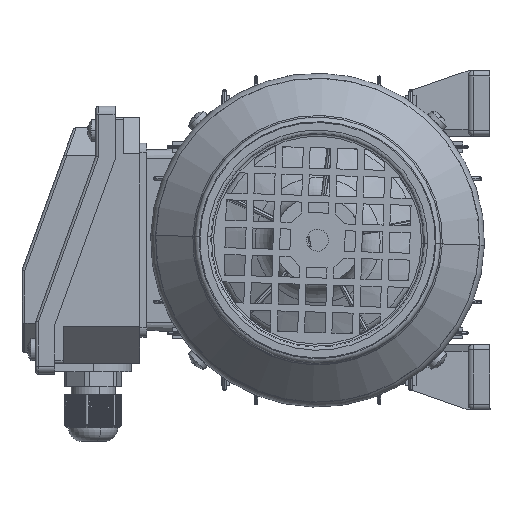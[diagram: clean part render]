
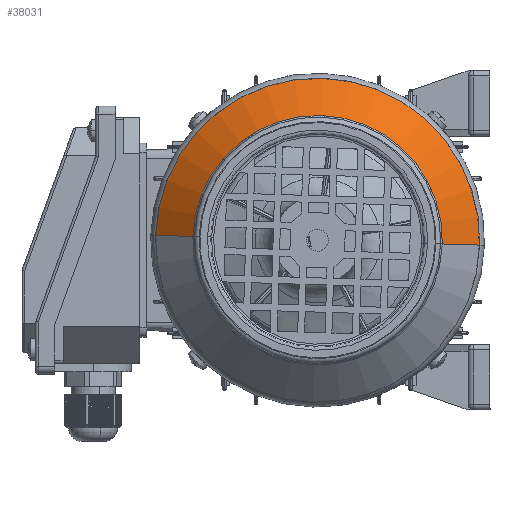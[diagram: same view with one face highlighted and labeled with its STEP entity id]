
A CAD part, left-side view. The second image highlights one B-rep face of the part: STEP entity #38031.
In plain terms, the highlighted conical face has half-angle 45 degrees and reference radius 59.243 mm.
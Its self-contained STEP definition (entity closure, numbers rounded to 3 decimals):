
#37650 = VERTEX_POINT ( 'NONE', #52584 ) ;
#37652 = VERTEX_POINT ( 'NONE', #52618 ) ;
#37802 = VERTEX_POINT ( 'NONE', #53300 ) ;
#37805 = VERTEX_POINT ( 'NONE', #53295 ) ;
#37811 = EDGE_CURVE ( 'NONE', #37805, #37652, #53290, .T. ) ;
#37818 = EDGE_CURVE ( 'NONE', #37802, #37650, #53410, .T. ) ;
#37831 = EDGE_CURVE ( 'NONE', #37805, #37802, #53374, .T. ) ;
#38031 = ADVANCED_FACE ( 'NONE', ( #54153 ), #54147, .T. ) ;
#38036 = EDGE_LOOP ( 'NONE', ( #38038, #38042, #38044, #38186 ) ) ;
#38038 = ORIENTED_EDGE ( 'NONE', *, *, #37811, .F. ) ;
#38042 = ORIENTED_EDGE ( 'NONE', *, *, #37831, .T. ) ;
#38044 = ORIENTED_EDGE ( 'NONE', *, *, #37818, .T. ) ;
#38186 = ORIENTED_EDGE ( 'NONE', *, *, #38188, .F. ) ;
#38188 = EDGE_CURVE ( 'NONE', #37652, #37650, #54918, .T. ) ;
#52584 = CARTESIAN_POINT ( 'NONE',  ( 45.757, 0., 59.243 ) ) ;
#52618 = CARTESIAN_POINT ( 'NONE',  ( 45.757, 0., -59.243 ) ) ;
#53285 = DIRECTION ( 'NONE',  ( -0.707, 0., -0.707 ) ) ;
#53287 = VECTOR ( 'NONE', #53285, 1000. ) ;
#53288 = CARTESIAN_POINT ( 'NONE',  ( 45.757, 0., -59.243 ) ) ;
#53290 = LINE ( 'NONE', #53288, #53287 ) ;
#53295 = CARTESIAN_POINT ( 'NONE',  ( 59.414, 0., -45.586 ) ) ;
#53300 = CARTESIAN_POINT ( 'NONE',  ( 59.414, 0., 45.586 ) ) ;
#53366 = DIRECTION ( 'NONE',  ( 0., 0., 1. ) ) ;
#53368 = DIRECTION ( 'NONE',  ( -1., 0., 0. ) ) ;
#53370 = CARTESIAN_POINT ( 'NONE',  ( 59.414, 0., 0. ) ) ;
#53372 = AXIS2_PLACEMENT_3D ( 'NONE', #53370, #53368, #53366 ) ;
#53374 = CIRCLE ( 'NONE', #53372, 45.586 ) ;
#53404 = DIRECTION ( 'NONE',  ( -0.707, 0., 0.707 ) ) ;
#53406 = VECTOR ( 'NONE', #53404, 1000. ) ;
#53408 = CARTESIAN_POINT ( 'NONE',  ( 45.757, 0., 59.243 ) ) ;
#53410 = LINE ( 'NONE', #53408, #53406 ) ;
#54141 = DIRECTION ( 'NONE',  ( 0., 0., 1. ) ) ;
#54143 = DIRECTION ( 'NONE',  ( -1., 0., 0. ) ) ;
#54145 = AXIS2_PLACEMENT_3D ( 'NONE', #54152, #54143, #54141 ) ;
#54147 = CONICAL_SURFACE ( 'NONE', #54145, 59.243, 0.785 ) ;
#54152 = CARTESIAN_POINT ( 'NONE',  ( 45.757, 0., 0. ) ) ;
#54153 = FACE_OUTER_BOUND ( 'NONE', #38036, .T. ) ;
#54912 = DIRECTION ( 'NONE',  ( 0., 0., 1. ) ) ;
#54913 = DIRECTION ( 'NONE',  ( -1., 0., 0. ) ) ;
#54915 = CARTESIAN_POINT ( 'NONE',  ( 45.757, 0., 0. ) ) ;
#54917 = AXIS2_PLACEMENT_3D ( 'NONE', #54915, #54913, #54912 ) ;
#54918 = CIRCLE ( 'NONE', #54917, 59.243 ) ;
